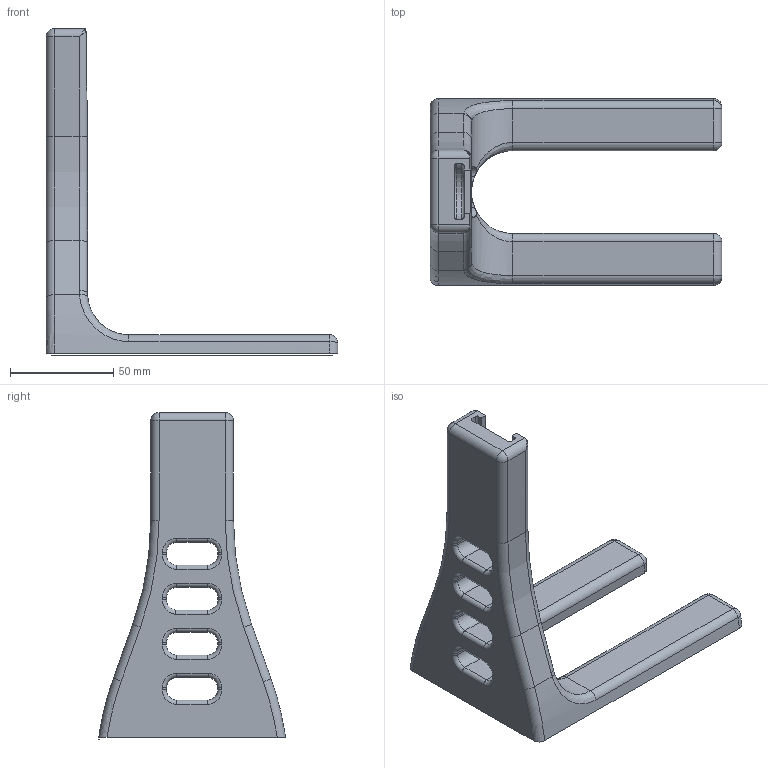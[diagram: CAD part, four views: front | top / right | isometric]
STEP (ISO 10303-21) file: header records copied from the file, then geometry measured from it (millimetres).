
FILE_DESCRIPTION(/* description */ (''),/* implementation_level */ '2;1');
FILE_NAME(/* name */ 'FillerBase.step',/* time_stamp */ '2019-03-20T21:08:38+01:00',/* author */ ('Hugo.Groeneveld'),/* organization */ (''),/* preprocessor_version */ 'ST-DEVELOPER v17.2',/* originating_system */ 'Autodesk Translation Framework v7.6.0.251',/* authorisation */ '');
FILE_SCHEMA (('AUTOMOTIVE_DESIGN { 1 0 10303 214 3 1 1 }'));
Length unit declared in the file: millimetre
Products named in the file (1): FillerBase
Bounding box: 141 x 90.49 x 158 mm (x, y, z)
Volume: 199591.9 mm3; surface area: 44110.2 mm2
Topology: 2 solids, 2 shells, 176 faces, 418 edges, 243 vertices
Faces by surface type: cylinder 77, plane 40, torus 40, bspline 13, sphere 6
Entity records: 5587 total; most frequent: CARTESIAN_POINT 1477, DIRECTION 907, ORIENTED_EDGE 832, EDGE_CURVE 416, AXIS2_PLACEMENT_3D 365, VERTEX_POINT 243, EDGE_LOOP 183, CIRCLE 181
